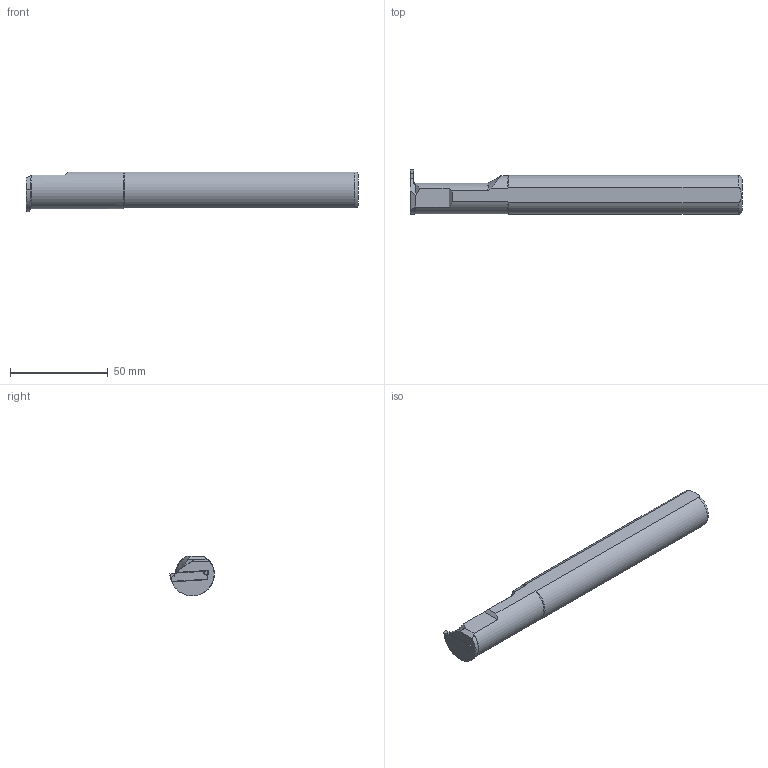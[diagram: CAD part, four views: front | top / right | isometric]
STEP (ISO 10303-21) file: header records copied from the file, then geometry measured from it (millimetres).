
FILE_DESCRIPTION(/* description */ (''),/* implementation_level */ '2;1');
FILE_NAME(/* name */ 'AIKT-KM-L-20-2-T7.stp',/* time_stamp */ '2023-10-12T22:12:51+03:00',/* author */ (''),/* organization */ (''),/* preprocessor_version */ 'ST-DEVELOPER v19.4',/* originating_system */ 'SIEMENS PLM Software NX2306.3001',/* authorisation */ '');
FILE_SCHEMA (('AUTOMOTIVE_DESIGN { 1 0 10303 214 3 1 1 1 }'));
Length unit declared in the file: millimetre
Products named in the file (1): AIKT-KM-R-20-2-T7_x_t_objects
Bounding box: 170.01 x 23 x 20.39 mm (x, y, z)
Volume: 48542.1 mm3; surface area: 11190.2 mm2
Topology: 2 solids, 2 shells, 95 faces, 242 edges, 151 vertices
Faces by surface type: plane 33, bspline 32, cylinder 23, torus 4, cone 3
Entity records: 3745 total; most frequent: CARTESIAN_POINT 1680, ORIENTED_EDGE 480, DIRECTION 349, EDGE_CURVE 240, VERTEX_POINT 150, AXIS2_PLACEMENT_3D 127, EDGE_LOOP 96, ADVANCED_FACE 95
